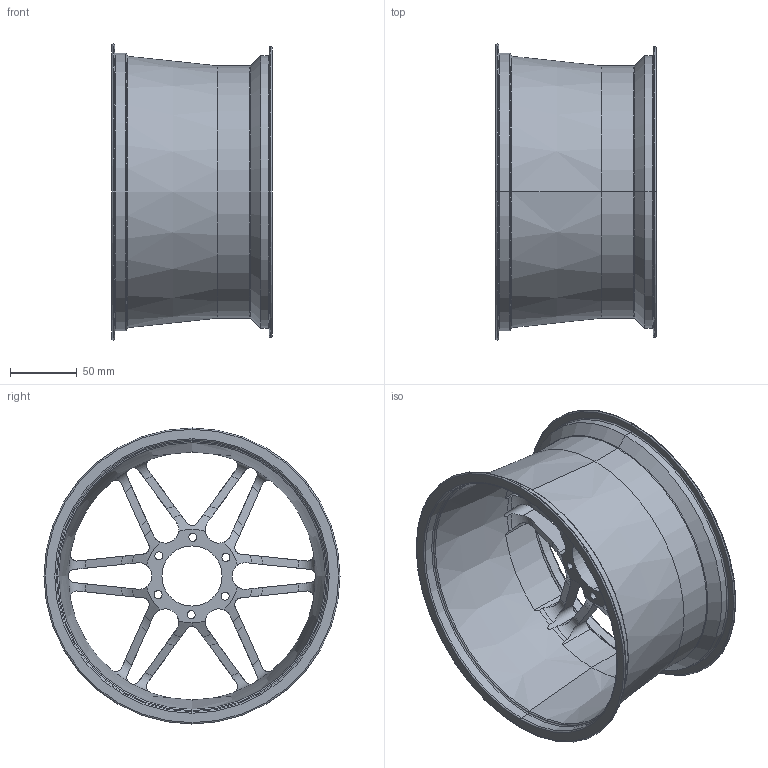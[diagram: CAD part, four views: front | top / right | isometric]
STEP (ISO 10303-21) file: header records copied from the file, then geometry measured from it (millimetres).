
FILE_DESCRIPTION (( 'STEP AP214' ), '1' );
FILE_NAME ('jante italienne.STEP', '2022-05-31T08:48:24', ( '' ), ( '' ), 'SwSTEP 2.0', 'SolidWorks 2021', '' );
FILE_SCHEMA (( 'AUTOMOTIVE_DESIGN' ));
Length unit declared in the file: millimetre
Products named in the file (1): jante italienne
Bounding box: 120 x 221.79 x 221.79 mm (x, y, z)
Volume: 256112 mm3; surface area: 208189.3 mm2
Topology: 1 solids, 1 shells, 235 faces, 694 edges, 441 vertices
Faces by surface type: cylinder 100, torus 56, cone 43, plane 36
Entity records: 10577 total; most frequent: CARTESIAN_POINT 4575, ORIENTED_EDGE 1388, DIRECTION 1131, EDGE_CURVE 694, AXIS2_PLACEMENT_3D 491, VERTEX_POINT 441, B_SPLINE_CURVE_WITH_KNOTS 290, CIRCLE 255
